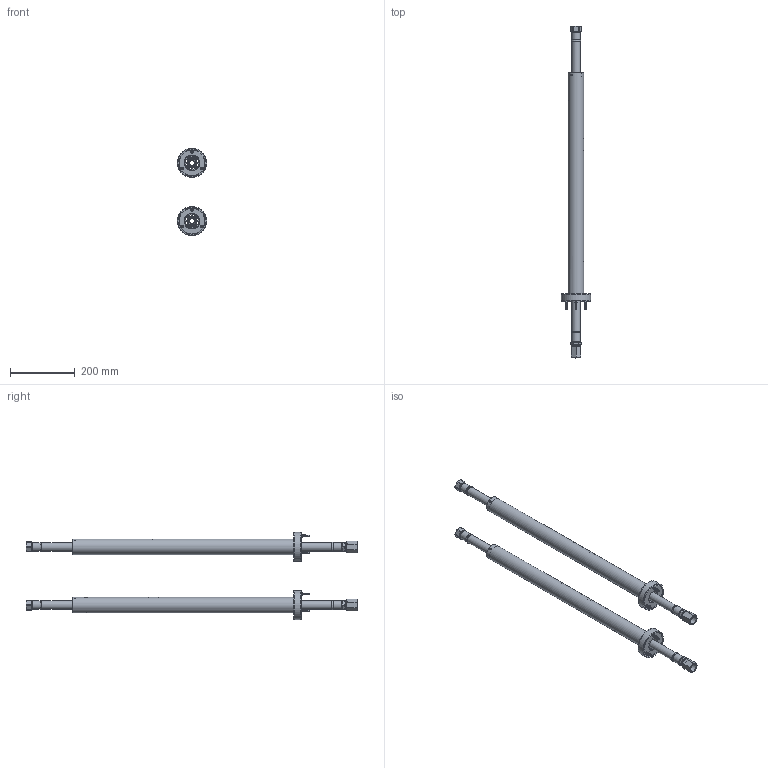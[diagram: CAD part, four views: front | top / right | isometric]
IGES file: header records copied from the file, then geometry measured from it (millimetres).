
Global section: file name: No Iges File Name specified; native system: Autodesk Inventor 2012; preprocessor: AutoDesk Inventor Iges Exporter R2012; author: mblakey; date: 20121010.120102; units: millimetre
Bounding box: 90 x 1026 x 270 mm (x, y, z)
Volume: 1172859.6 mm3; surface area: 777386.2 mm2
Topology: 26 solids, 26 shells, 1574 faces, 4468 edges, 2926 vertices
Faces by surface type: plane 1242, revolution 134, cylinder 110, cone 52, torus 14, sphere 12, bspline 10
Full cylindrical faces by diameter (mm): 3.92 x6, 5 x2, 26 x2, 26.441 x2, 26.9 x4, 44.5 x2, 48 x2, 55.5 x2, 79.8 x2, 90 x2
